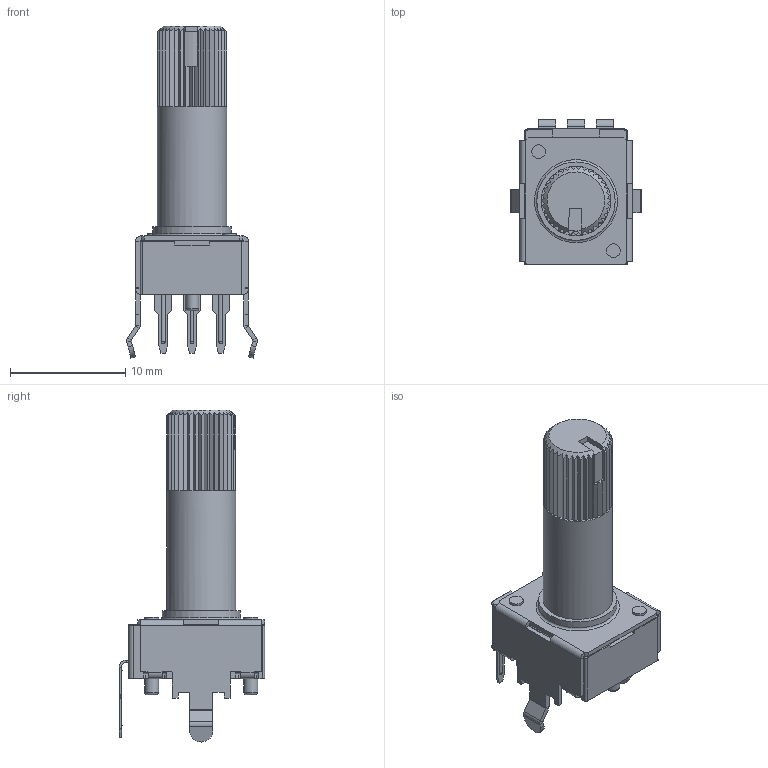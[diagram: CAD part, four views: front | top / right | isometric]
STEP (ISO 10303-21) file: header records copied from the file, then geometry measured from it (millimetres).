
FILE_DESCRIPTION(/* description */ (''),/* implementation_level */ '2;1');
FILE_NAME(/* name */ 'R-0904N-L-25KCv2.step',/* time_stamp */ '2020-07-06T13:37:30+02:00',/* author */ (''),/* organization */ (''),/* preprocessor_version */ 'ST-DEVELOPER v18.1',/* originating_system */ 'Autodesk Translation Framework v9.3.0.1241',/* authorisation */ '');
FILE_SCHEMA (('AUTOMOTIVE_DESIGN { 1 0 10303 214 3 1 1 }'));
Length unit declared in the file: millimetre
Products named in the file (1): R-0904N-L-25KC
Bounding box: 11.32 x 12.6 x 28.8 mm (x, y, z)
Volume: 1075.5 mm3; surface area: 1450.5 mm2
Topology: 6 solids, 6 shells, 446 faces, 1070 edges, 648 vertices
Faces by surface type: plane 329, cylinder 87, sphere 12, bspline 11, torus 6, cone 1
Full cylindrical faces by diameter (mm): 1.2 x7, 6 x2, 6.8 x1
Entity records: 13895 total; most frequent: CARTESIAN_POINT 3408, ORIENTED_EDGE 2140, DIRECTION 2081, EDGE_CURVE 1070, LINE 737, VECTOR 737, AXIS2_PLACEMENT_3D 672, VERTEX_POINT 648
